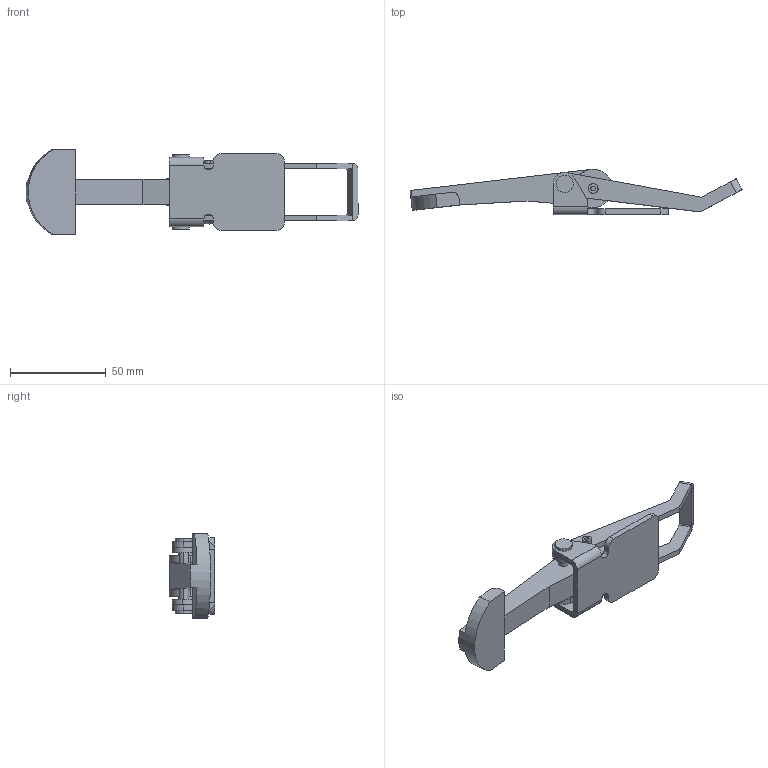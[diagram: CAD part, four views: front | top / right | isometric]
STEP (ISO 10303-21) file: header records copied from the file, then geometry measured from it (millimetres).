
FILE_DESCRIPTION (( 'STEP AP214' ), '1' );
FILE_NAME ('543004 - 703 A Stainless Rubber hook.STEP', '2017-02-07T14:38:59', ( '' ), ( '' ), 'SwSTEP 2.0', 'SolidWorks 2015', '' );
FILE_SCHEMA (( 'AUTOMOTIVE_DESIGN' ));
Length unit declared in the file: millimetre
Products named in the file (6): 704 - Rivet Gradin; nit703; gummihake 703; 703 RF - Bygel; 703 - Platta A RF; 543004 - 703 A Stainless Rubber hook
Assembly tree (6 placements, depth 2):
  543004 - 703 A Stainless Rubber hook
    703 - Platta A RF
    703 RF - Bygel
    gummihake 703
    nit703
    704 - Rivet Gradin  x2
Bounding box: 172.99 x 23.59 x 44 mm (x, y, z)
Volume: 39275.3 mm3; surface area: 21314.9 mm2
Topology: 6 solids, 6 shells, 128 faces, 293 edges, 183 vertices
Faces by surface type: plane 67, cylinder 55, cone 4, sphere 2
Entity records: 3577 total; most frequent: DIRECTION 619, CARTESIAN_POINT 583, ORIENTED_EDGE 542, EDGE_CURVE 271, AXIS2_PLACEMENT_3D 229, VERTEX_POINT 169, LINE 161, VECTOR 161
